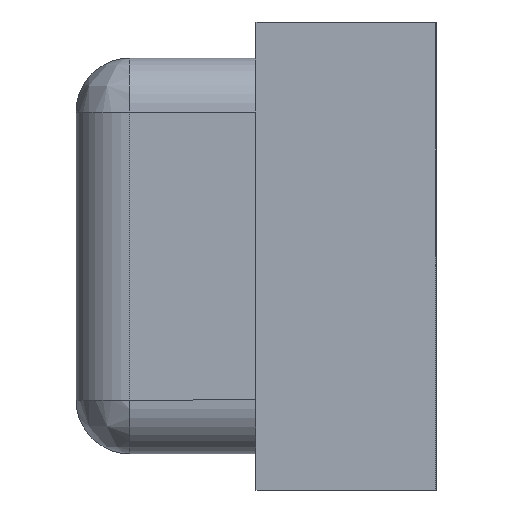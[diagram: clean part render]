
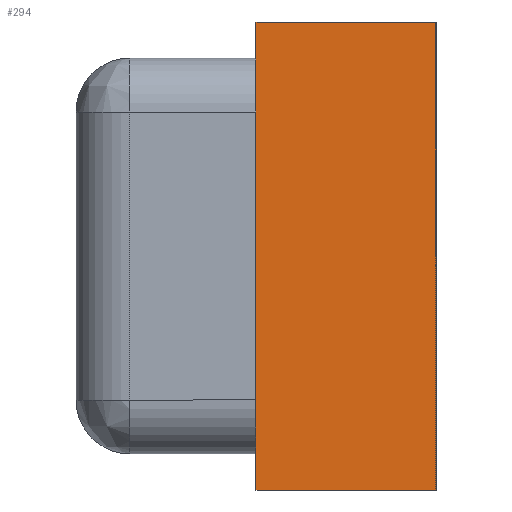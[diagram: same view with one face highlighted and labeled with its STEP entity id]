
A CAD part, left-side view. The second image highlights one B-rep face of the part: STEP entity #294.
In plain terms, the highlighted planar face has unit normal (-1, 0, 0).
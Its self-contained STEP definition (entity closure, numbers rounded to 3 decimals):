
#7 = CARTESIAN_POINT ( 'NONE',  ( -1.6, 0.5, 0.65 ) ) ;
#35 = ORIENTED_EDGE ( 'NONE', *, *, #1742, .F. ) ;
#53 = DIRECTION ( 'NONE',  ( 0., -1., 0. ) ) ;
#129 = LINE ( 'NONE', #493, #851 ) ;
#196 = DIRECTION ( 'NONE',  ( 0., 0., 1. ) ) ;
#294 = ADVANCED_FACE ( 'NONE', ( #314 ), #308, .F. ) ;
#304 = CARTESIAN_POINT ( 'NONE',  ( -1.6, 0.5, -0.65 ) ) ;
#308 = PLANE ( 'NONE',  #1506 ) ;
#314 = FACE_OUTER_BOUND ( 'NONE', #911, .T. ) ;
#318 = DIRECTION ( 'NONE',  ( 0., 0., -1. ) ) ;
#344 = CARTESIAN_POINT ( 'NONE',  ( -1.6, 0.4, -0.65 ) ) ;
#450 = VECTOR ( 'NONE', #53, 1000. ) ;
#483 = DIRECTION ( 'NONE',  ( 0., 1., 0. ) ) ;
#491 = CARTESIAN_POINT ( 'NONE',  ( -1.6, 0.4, 0.65 ) ) ;
#493 = CARTESIAN_POINT ( 'NONE',  ( -1.6, 0.5, -0.65 ) ) ;
#575 = VERTEX_POINT ( 'NONE', #7 ) ;
#606 = VECTOR ( 'NONE', #318, 1000. ) ;
#711 = EDGE_CURVE ( 'NONE', #1597, #575, #129, .T. ) ;
#713 = LINE ( 'NONE', #491, #450 ) ;
#851 = VECTOR ( 'NONE', #196, 1000. ) ;
#859 = VERTEX_POINT ( 'NONE', #1504 ) ;
#893 = CARTESIAN_POINT ( 'NONE',  ( -1.6, 0.4, 0.65 ) ) ;
#911 = EDGE_LOOP ( 'NONE', ( #35, #1067, #1309, #1174 ) ) ;
#1067 = ORIENTED_EDGE ( 'NONE', *, *, #711, .F. ) ;
#1154 = DIRECTION ( 'NONE',  ( 1., 0., 0. ) ) ;
#1171 = DIRECTION ( 'NONE',  ( 0., 0., -1. ) ) ;
#1174 = ORIENTED_EDGE ( 'NONE', *, *, #1276, .F. ) ;
#1198 = CARTESIAN_POINT ( 'NONE',  ( -1.6, 0., -0.65 ) ) ;
#1276 = EDGE_CURVE ( 'NONE', #859, #1659, #1355, .T. ) ;
#1309 = ORIENTED_EDGE ( 'NONE', *, *, #1661, .F. ) ;
#1338 = VECTOR ( 'NONE', #483, 1000. ) ;
#1355 = LINE ( 'NONE', #1704, #606 ) ;
#1391 = LINE ( 'NONE', #344, #1338 ) ;
#1504 = CARTESIAN_POINT ( 'NONE',  ( -1.6, 0., 0.65 ) ) ;
#1506 = AXIS2_PLACEMENT_3D ( 'NONE', #893, #1154, #1171 ) ;
#1597 = VERTEX_POINT ( 'NONE', #304 ) ;
#1659 = VERTEX_POINT ( 'NONE', #1198 ) ;
#1661 = EDGE_CURVE ( 'NONE', #1659, #1597, #1391, .T. ) ;
#1704 = CARTESIAN_POINT ( 'NONE',  ( -1.6, 0., 0.65 ) ) ;
#1742 = EDGE_CURVE ( 'NONE', #575, #859, #713, .T. ) ;
